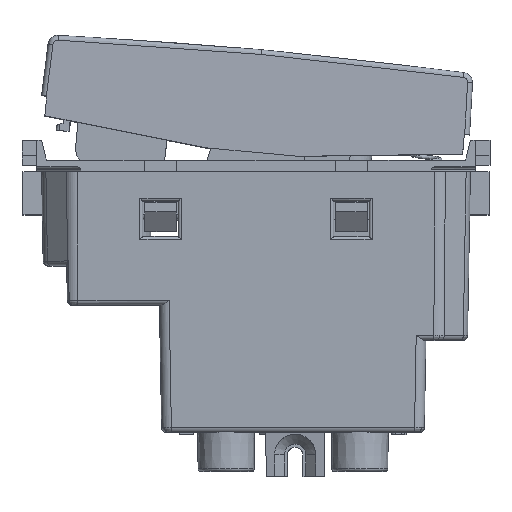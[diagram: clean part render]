
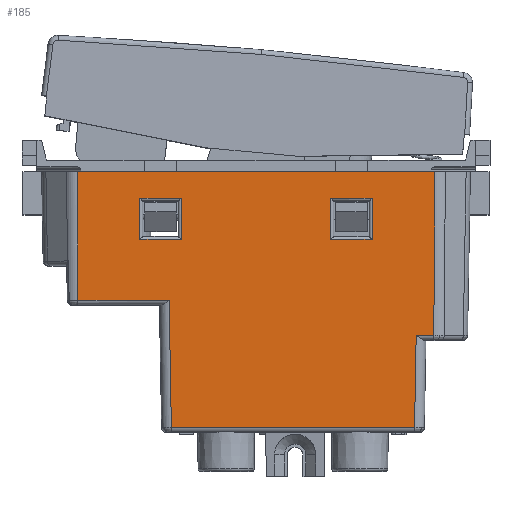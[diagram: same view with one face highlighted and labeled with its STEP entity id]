
A CAD part, top view. The second image highlights one B-rep face of the part: STEP entity #185.
In plain terms, the highlighted planar face has unit normal (0, -0.018, 1).
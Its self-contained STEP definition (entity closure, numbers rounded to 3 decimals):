
#185 = ADVANCED_FACE ( 'NONE', ( #41697, #4614, #49810 ), #17985, .T. ) ;
#1894 = CARTESIAN_POINT ( 'NONE',  ( 0., -6.809, 10.608 ) ) ;
#2598 = EDGE_CURVE ( 'NONE', #61279, #19932, #56586, .T. ) ;
#2844 = VECTOR ( 'NONE', #34597, 1000. ) ;
#3321 = EDGE_CURVE ( 'NONE', #7431, #59539, #8132, .T. ) ;
#4614 = FACE_BOUND ( 'NONE', #53024, .T. ) ;
#5314 = DIRECTION ( 'NONE',  ( 0., -1., -0.017 ) ) ;
#5367 = CARTESIAN_POINT ( 'NONE',  ( 7.65, 6.9, 10.848 ) ) ;
#5656 = CARTESIAN_POINT ( 'NONE',  ( 0., -3.209, 10.671 ) ) ;
#7431 = VERTEX_POINT ( 'NONE', #68498 ) ;
#8132 = LINE ( 'NONE', #5656, #15139 ) ;
#8290 = CARTESIAN_POINT ( 'NONE',  ( 11.85, 7.195, 10.853 ) ) ;
#8793 = VERTEX_POINT ( 'NONE', #50171 ) ;
#9927 = VECTOR ( 'NONE', #33231, 1000. ) ;
#10853 = VECTOR ( 'NONE', #5314, 1000. ) ;
#11131 = ORIENTED_EDGE ( 'NONE', *, *, #62992, .T. ) ;
#11202 = EDGE_CURVE ( 'NONE', #59539, #58642, #75782, .T. ) ;
#12492 = LINE ( 'NONE', #22327, #20572 ) ;
#12755 = CARTESIAN_POINT ( 'NONE',  ( 16.359, -6.809, 10.608 ) ) ;
#13222 = VERTEX_POINT ( 'NONE', #66486 ) ;
#13313 = VECTOR ( 'NONE', #34366, 1000. ) ;
#14911 = EDGE_CURVE ( 'NONE', #74603, #8793, #76269, .T. ) ;
#15139 = VECTOR ( 'NONE', #19978, 1000. ) ;
#15309 = CARTESIAN_POINT ( 'NONE',  ( -7.65, 7.195, 10.853 ) ) ;
#15441 = ORIENTED_EDGE ( 'NONE', *, *, #26141, .T. ) ;
#15952 = ORIENTED_EDGE ( 'NONE', *, *, #11202, .T. ) ;
#17578 = CARTESIAN_POINT ( 'NONE',  ( 11.55, 7.195, 10.853 ) ) ;
#17743 = LINE ( 'NONE', #81800, #48858 ) ;
#17985 = PLANE ( 'NONE',  #79270 ) ;
#18537 = CARTESIAN_POINT ( 'NONE',  ( 0., 9.9, 10.9 ) ) ;
#19932 = VERTEX_POINT ( 'NONE', #52627 ) ;
#19978 = DIRECTION ( 'NONE',  ( 1., 0., 0. ) ) ;
#20572 = VECTOR ( 'NONE', #41671, 1000. ) ;
#22327 = CARTESIAN_POINT ( 'NONE',  ( -7.95, 7.195, 10.853 ) ) ;
#22584 = LINE ( 'NONE', #17578, #63890 ) ;
#23379 = VECTOR ( 'NONE', #81779, 1000. ) ;
#24478 = EDGE_CURVE ( 'NONE', #37621, #61279, #48550, .T. ) ;
#24992 = DIRECTION ( 'NONE',  ( 0., -0.017, 1. ) ) ;
#25651 = ORIENTED_EDGE ( 'NONE', *, *, #64583, .T. ) ;
#26141 = EDGE_CURVE ( 'NONE', #8793, #29826, #32321, .T. ) ;
#27151 = LINE ( 'NONE', #1894, #33179 ) ;
#27503 = VERTEX_POINT ( 'NONE', #68167 ) ;
#27560 = CARTESIAN_POINT ( 'NONE',  ( -8.644, -16.209, 10.444 ) ) ;
#27609 = CARTESIAN_POINT ( 'NONE',  ( 18.279, 9.904, 10.9 ) ) ;
#29253 = VECTOR ( 'NONE', #56233, 1000. ) ;
#29826 = VERTEX_POINT ( 'NONE', #52810 ) ;
#30212 = DIRECTION ( 'NONE',  ( 1., 0., 0. ) ) ;
#30624 = DIRECTION ( 'NONE',  ( 0., 1., 0.017 ) ) ;
#30885 = DIRECTION ( 'NONE',  ( 0., -1., -0.017 ) ) ;
#32244 = EDGE_LOOP ( 'NONE', ( #15952, #33392, #32525, #25651, #66883, #56098, #11131, #68783 ) ) ;
#32321 = LINE ( 'NONE', #64090, #51477 ) ;
#32525 = ORIENTED_EDGE ( 'NONE', *, *, #66075, .T. ) ;
#33179 = VECTOR ( 'NONE', #66538, 1000. ) ;
#33231 = DIRECTION ( 'NONE',  ( 0.017, 1., 0.017 ) ) ;
#33392 = ORIENTED_EDGE ( 'NONE', *, *, #54716, .T. ) ;
#33844 = EDGE_CURVE ( 'NONE', #34825, #74603, #12492, .T. ) ;
#34366 = DIRECTION ( 'NONE',  ( 1., 0., 0. ) ) ;
#34529 = EDGE_CURVE ( 'NONE', #19932, #13222, #66836, .T. ) ;
#34597 = DIRECTION ( 'NONE',  ( 0.007, 1., 0.017 ) ) ;
#34825 = VERTEX_POINT ( 'NONE', #73804 ) ;
#35301 = DIRECTION ( 'NONE',  ( 0.017, -1., -0.017 ) ) ;
#37421 = VECTOR ( 'NONE', #45014, 1000. ) ;
#37621 = VERTEX_POINT ( 'NONE', #8290 ) ;
#38369 = LINE ( 'NONE', #38774, #37421 ) ;
#38774 = CARTESIAN_POINT ( 'NONE',  ( -18.18, -3.696, 10.663 ) ) ;
#38913 = VERTEX_POINT ( 'NONE', #39388 ) ;
#39388 = CARTESIAN_POINT ( 'NONE',  ( 16.194, -16.209, 10.444 ) ) ;
#41671 = DIRECTION ( 'NONE',  ( 1., 0., 0. ) ) ;
#41697 = FACE_BOUND ( 'NONE', #76718, .T. ) ;
#42633 = CARTESIAN_POINT ( 'NONE',  ( 11.85, 3.3, 10.785 ) ) ;
#43755 = CARTESIAN_POINT ( 'NONE',  ( -7.65, 3.3, 10.785 ) ) ;
#44061 = DIRECTION ( 'NONE',  ( -1., 0., 0. ) ) ;
#45014 = DIRECTION ( 'NONE',  ( 0.007, -1., -0.017 ) ) ;
#46064 = DIRECTION ( 'NONE',  ( 1., 0., 0. ) ) ;
#46673 = EDGE_CURVE ( 'NONE', #13222, #37621, #22584, .T. ) ;
#47087 = CARTESIAN_POINT ( 'NONE',  ( 16.186, -16.209, 10.444 ) ) ;
#47167 = CARTESIAN_POINT ( 'NONE',  ( -8.871, -3.209, 10.671 ) ) ;
#47464 = CARTESIAN_POINT ( 'NONE',  ( -9.097, 9.741, 10.897 ) ) ;
#47563 = CARTESIAN_POINT ( 'NONE',  ( 11.85, 2.995, 10.779 ) ) ;
#48550 = LINE ( 'NONE', #42633, #23379 ) ;
#48858 = VECTOR ( 'NONE', #50566, 1000. ) ;
#49810 = FACE_OUTER_BOUND ( 'NONE', #32244, .T. ) ;
#50171 = CARTESIAN_POINT ( 'NONE',  ( -7.65, 2.995, 10.779 ) ) ;
#50566 = DIRECTION ( 'NONE',  ( 0., 1., 0.017 ) ) ;
#51477 = VECTOR ( 'NONE', #44061, 1000. ) ;
#52114 = LINE ( 'NONE', #76917, #9927 ) ;
#52627 = CARTESIAN_POINT ( 'NONE',  ( 7.65, 2.995, 10.779 ) ) ;
#52810 = CARTESIAN_POINT ( 'NONE',  ( -11.85, 2.995, 10.779 ) ) ;
#53024 = EDGE_LOOP ( 'NONE', ( #56232, #66639, #15441, #54030 ) ) ;
#54030 = ORIENTED_EDGE ( 'NONE', *, *, #68231, .T. ) ;
#54716 = EDGE_CURVE ( 'NONE', #58642, #38913, #57669, .T. ) ;
#54814 = VECTOR ( 'NONE', #30624, 1000. ) ;
#54918 = CARTESIAN_POINT ( 'NONE',  ( -18.279, 9.9, 10.9 ) ) ;
#55728 = VECTOR ( 'NONE', #46064, 1000. ) ;
#56098 = ORIENTED_EDGE ( 'NONE', *, *, #79932, .F. ) ;
#56232 = ORIENTED_EDGE ( 'NONE', *, *, #33844, .T. ) ;
#56233 = DIRECTION ( 'NONE',  ( -1., 0., 0. ) ) ;
#56586 = LINE ( 'NONE', #82033, #29253 ) ;
#57647 = ORIENTED_EDGE ( 'NONE', *, *, #34529, .T. ) ;
#57669 = LINE ( 'NONE', #47087, #13313 ) ;
#57754 = VECTOR ( 'NONE', #35301, 1000. ) ;
#58642 = VERTEX_POINT ( 'NONE', #27560 ) ;
#59539 = VERTEX_POINT ( 'NONE', #47167 ) ;
#61279 = VERTEX_POINT ( 'NONE', #47563 ) ;
#62992 = EDGE_CURVE ( 'NONE', #67675, #7431, #38369, .T. ) ;
#63890 = VECTOR ( 'NONE', #30212, 1000. ) ;
#64090 = CARTESIAN_POINT ( 'NONE',  ( -11.55, 2.995, 10.779 ) ) ;
#64583 = EDGE_CURVE ( 'NONE', #77291, #27503, #27151, .T. ) ;
#64770 = LINE ( 'NONE', #66081, #55728 ) ;
#64871 = ORIENTED_EDGE ( 'NONE', *, *, #2598, .T. ) ;
#66075 = EDGE_CURVE ( 'NONE', #38913, #77291, #52114, .T. ) ;
#66081 = CARTESIAN_POINT ( 'NONE',  ( 0., 9.9, 10.9 ) ) ;
#66331 = ORIENTED_EDGE ( 'NONE', *, *, #46673, .T. ) ;
#66486 = CARTESIAN_POINT ( 'NONE',  ( 7.65, 7.195, 10.853 ) ) ;
#66538 = DIRECTION ( 'NONE',  ( 1., 0., 0. ) ) ;
#66639 = ORIENTED_EDGE ( 'NONE', *, *, #14911, .T. ) ;
#66836 = LINE ( 'NONE', #5367, #54814 ) ;
#66883 = ORIENTED_EDGE ( 'NONE', *, *, #66894, .T. ) ;
#66894 = EDGE_CURVE ( 'NONE', #27503, #80875, #75206, .T. ) ;
#67675 = VERTEX_POINT ( 'NONE', #54918 ) ;
#68167 = CARTESIAN_POINT ( 'NONE',  ( 18.158, -6.809, 10.608 ) ) ;
#68231 = EDGE_CURVE ( 'NONE', #29826, #34825, #17743, .T. ) ;
#68498 = CARTESIAN_POINT ( 'NONE',  ( -18.184, -3.209, 10.671 ) ) ;
#68783 = ORIENTED_EDGE ( 'NONE', *, *, #3321, .T. ) ;
#69825 = CARTESIAN_POINT ( 'NONE',  ( 18.279, 9.9, 10.9 ) ) ;
#72920 = ORIENTED_EDGE ( 'NONE', *, *, #24478, .T. ) ;
#73804 = CARTESIAN_POINT ( 'NONE',  ( -11.85, 7.195, 10.853 ) ) ;
#74603 = VERTEX_POINT ( 'NONE', #15309 ) ;
#75206 = LINE ( 'NONE', #27609, #2844 ) ;
#75782 = LINE ( 'NONE', #47464, #57754 ) ;
#76269 = LINE ( 'NONE', #43755, #10853 ) ;
#76718 = EDGE_LOOP ( 'NONE', ( #72920, #64871, #57647, #66331 ) ) ;
#76917 = CARTESIAN_POINT ( 'NONE',  ( 16.645, 9.61, 10.895 ) ) ;
#77291 = VERTEX_POINT ( 'NONE', #12755 ) ;
#79270 = AXIS2_PLACEMENT_3D ( 'NONE', #18537, #24992, #30885 ) ;
#79932 = EDGE_CURVE ( 'NONE', #67675, #80875, #64770, .T. ) ;
#80875 = VERTEX_POINT ( 'NONE', #69825 ) ;
#81779 = DIRECTION ( 'NONE',  ( 0., -1., -0.017 ) ) ;
#81800 = CARTESIAN_POINT ( 'NONE',  ( -11.85, 6.9, 10.848 ) ) ;
#82033 = CARTESIAN_POINT ( 'NONE',  ( 7.95, 2.995, 10.779 ) ) ;
